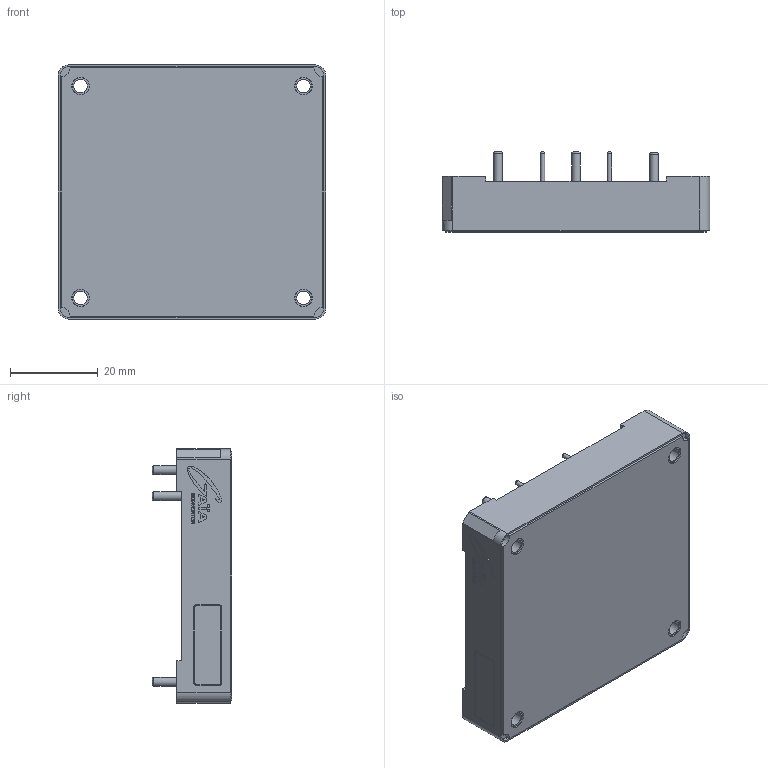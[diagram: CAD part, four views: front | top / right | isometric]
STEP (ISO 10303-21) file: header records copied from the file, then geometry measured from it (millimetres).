
FILE_DESCRIPTION(/* description */ ('Alibre Inc.'),/* implementation_level */ '2;1');
FILE_NAME(/* name */ 'export-D53E6189-45BC-4F91-AF4C-7D3BD79642E4',/* time_stamp */ '2021-02-02T15:45:30+01:00',/* author */ (''),/* organization */ (''),/* preprocessor_version */ 'ST-DEVELOPER v17',/* originating_system */ 'Alibre',/* authorisation */ '');
FILE_SCHEMA (('AUTOMOTIVE_DESIGN'));
Length unit declared in the file: millimetre
Bounding box: 60.97 x 18.2 x 57.91 mm (x, y, z)
Volume: 9566.9 mm3; surface area: 19845.4 mm2
Topology: 1 solids, 2 shells, 488 faces, 1260 edges, 827 vertices
Faces by surface type: plane 323, cylinder 109, torus 43, bspline 13
Full cylindrical faces by diameter (mm): 0.629 x1, 0.637 x1, 1 x10, 2 x8, 2.3 x5, 2.5 x4, 3.1 x4, 3.9 x4, 4 x4
Entity records: 14444 total; most frequent: CARTESIAN_POINT 3221, ORIENTED_EDGE 2408, DIRECTION 1920, EDGE_CURVE 1172, VECTOR 859, LINE 859, VERTEX_POINT 799, AXIS2_PLACEMENT_3D 703
